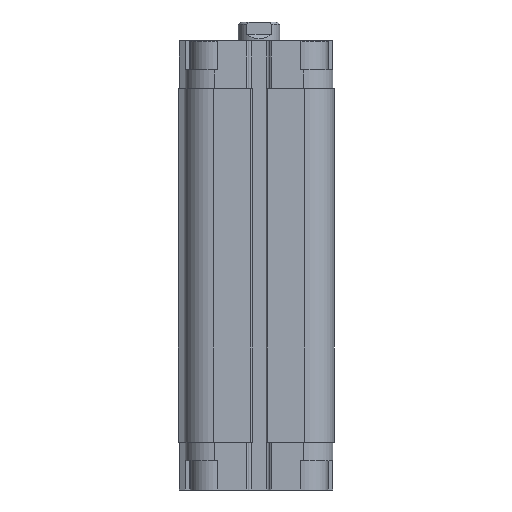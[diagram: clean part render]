
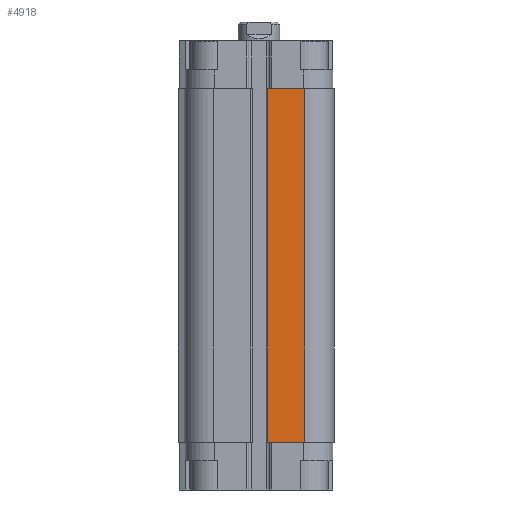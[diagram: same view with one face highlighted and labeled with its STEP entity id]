
A CAD part, left-side view. The second image highlights one B-rep face of the part: STEP entity #4918.
In plain terms, the highlighted planar face has unit normal (-1, 0, 0).
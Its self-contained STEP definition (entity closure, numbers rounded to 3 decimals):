
#318=FACE_OUTER_BOUND('',#637,.T.);
#637=EDGE_LOOP('',(#3362,#3363,#3364,#3365));
#1097=LINE('',#7577,#1461);
#1098=LINE('',#7579,#1462);
#1099=LINE('',#7581,#1463);
#1100=LINE('',#7582,#1464);
#1461=VECTOR('',#5908,8.9);
#1462=VECTOR('',#5909,85.);
#1463=VECTOR('',#5910,8.9);
#1464=VECTOR('',#5911,85.);
#2160=VERTEX_POINT('',#7575);
#2161=VERTEX_POINT('',#7576);
#2162=VERTEX_POINT('',#7578);
#2163=VERTEX_POINT('',#7580);
#2662=EDGE_CURVE('',#2160,#2161,#1097,.T.);
#2663=EDGE_CURVE('',#2162,#2161,#1098,.T.);
#2664=EDGE_CURVE('',#2163,#2162,#1099,.T.);
#2665=EDGE_CURVE('',#2163,#2160,#1100,.T.);
#3362=ORIENTED_EDGE('',*,*,#2662,.T.);
#3363=ORIENTED_EDGE('',*,*,#2663,.F.);
#3364=ORIENTED_EDGE('',*,*,#2664,.F.);
#3365=ORIENTED_EDGE('',*,*,#2665,.T.);
#4754=PLANE('',#5244);
#4918=ADVANCED_FACE('',(#318),#4754,.F.);
#5244=AXIS2_PLACEMENT_3D('',#7574,#5906,#5907);
#5906=DIRECTION('center_axis',(1.,0.,0.));
#5907=DIRECTION('ref_axis',(0.,0.,-1.));
#5908=DIRECTION('',(0.,-1.,0.));
#5909=DIRECTION('',(0.,0.,-1.));
#5910=DIRECTION('',(0.,-1.,0.));
#5911=DIRECTION('',(0.,0.,-1.));
#7574=CARTESIAN_POINT('Origin',(-18.,-2.1,89.5));
#7575=CARTESIAN_POINT('',(-18.,-2.1,4.5));
#7576=CARTESIAN_POINT('',(-18.,-11.,4.5));
#7577=CARTESIAN_POINT('',(-18.,-2.1,4.5));
#7578=CARTESIAN_POINT('',(-18.,-11.,89.5));
#7579=CARTESIAN_POINT('',(-18.,-11.,89.5));
#7580=CARTESIAN_POINT('',(-18.,-2.1,89.5));
#7581=CARTESIAN_POINT('',(-18.,-2.1,89.5));
#7582=CARTESIAN_POINT('',(-18.,-2.1,89.5));
